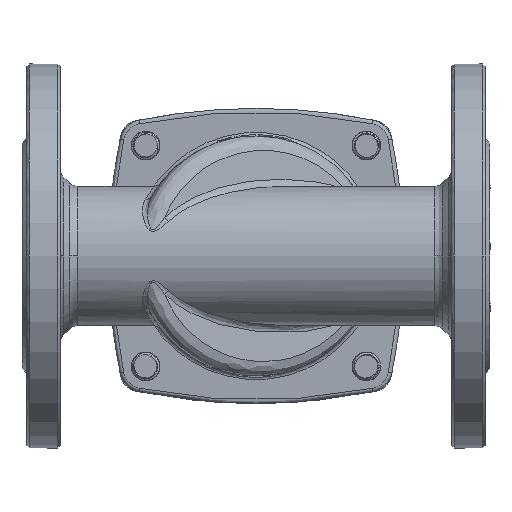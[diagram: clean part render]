
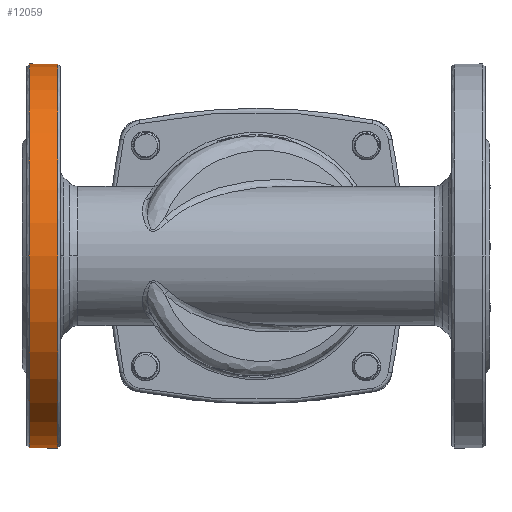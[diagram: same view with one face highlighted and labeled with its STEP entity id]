
A CAD part, front view. The second image highlights one B-rep face of the part: STEP entity #12059.
In plain terms, the highlighted cylindrical face has radius 80 mm (diameter 160 mm), a partial arc.
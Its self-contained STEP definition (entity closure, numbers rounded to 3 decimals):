
#9262 = EDGE_CURVE ( 'NONE', #46273, #78811, #77977, .T. ) ;
#12059 = ADVANCED_FACE ( 'NONE', ( #28471 ), #48332, .T. ) ;
#13532 = LINE ( 'NONE', #22719, #78514 ) ;
#13947 = CIRCLE ( 'NONE', #93357, 80. ) ;
#22719 = CARTESIAN_POINT ( 'NONE',  ( -94.5, 0., -80. ) ) ;
#28471 = FACE_OUTER_BOUND ( 'NONE', #35769, .T. ) ;
#30778 = DIRECTION ( 'NONE',  ( 0., 0., -1. ) ) ;
#31158 = ORIENTED_EDGE ( 'NONE', *, *, #9262, .F. ) ;
#31176 = CARTESIAN_POINT ( 'NONE',  ( -94.5, 0., 0. ) ) ;
#32637 = CARTESIAN_POINT ( 'NONE',  ( -82.5, 0., 0. ) ) ;
#32989 = DIRECTION ( 'NONE',  ( 1., 0., 0. ) ) ;
#35769 = EDGE_LOOP ( 'NONE', ( #31158, #36635, #53967, #100838, #54086 ) ) ;
#36635 = ORIENTED_EDGE ( 'NONE', *, *, #37381, .F. ) ;
#37215 = CARTESIAN_POINT ( 'NONE',  ( -94.5, -80., 0. ) ) ;
#37381 = EDGE_CURVE ( 'NONE', #74229, #46273, #63558, .T. ) ;
#38787 = DIRECTION ( 'NONE',  ( -1., 0., 0. ) ) ;
#40109 = DIRECTION ( 'NONE',  ( -1., 0., 0. ) ) ;
#41159 = DIRECTION ( 'NONE',  ( 0., 0., -1. ) ) ;
#46273 = VERTEX_POINT ( 'NONE', #109423 ) ;
#48332 = CYLINDRICAL_SURFACE ( 'NONE', #90897, 80. ) ;
#53733 = EDGE_CURVE ( 'NONE', #90721, #82717, #13532, .T. ) ;
#53967 = ORIENTED_EDGE ( 'NONE', *, *, #76032, .F. ) ;
#54086 = ORIENTED_EDGE ( 'NONE', *, *, #100908, .T. ) ;
#63558 = CIRCLE ( 'NONE', #64232, 80. ) ;
#64232 = AXIS2_PLACEMENT_3D ( 'NONE', #89627, #38787, #98160 ) ;
#64674 = CARTESIAN_POINT ( 'NONE',  ( -82.5, 0., -80. ) ) ;
#71486 = CIRCLE ( 'NONE', #91726, 80. ) ;
#74229 = VERTEX_POINT ( 'NONE', #37215 ) ;
#76017 = CARTESIAN_POINT ( 'NONE',  ( -82.5, 0., 80. ) ) ;
#76032 = EDGE_CURVE ( 'NONE', #90721, #74229, #71486, .T. ) ;
#77977 = LINE ( 'NONE', #89171, #100598 ) ;
#78514 = VECTOR ( 'NONE', #90547, 1000. ) ;
#78811 = VERTEX_POINT ( 'NONE', #76017 ) ;
#82717 = VERTEX_POINT ( 'NONE', #64674 ) ;
#89171 = CARTESIAN_POINT ( 'NONE',  ( -94.5, 0., 80. ) ) ;
#89545 = DIRECTION ( 'NONE',  ( 1., 0., 0. ) ) ;
#89627 = CARTESIAN_POINT ( 'NONE',  ( -94.5, 0., 0. ) ) ;
#90547 = DIRECTION ( 'NONE',  ( 1., 0., 0. ) ) ;
#90721 = VERTEX_POINT ( 'NONE', #107458 ) ;
#90897 = AXIS2_PLACEMENT_3D ( 'NONE', #31176, #32989, #30778 ) ;
#90944 = CARTESIAN_POINT ( 'NONE',  ( -94.5, 0., 0. ) ) ;
#91726 = AXIS2_PLACEMENT_3D ( 'NONE', #90944, #40109, #99505 ) ;
#91997 = DIRECTION ( 'NONE',  ( -1., 0., 0. ) ) ;
#93357 = AXIS2_PLACEMENT_3D ( 'NONE', #32637, #91997, #41159 ) ;
#98160 = DIRECTION ( 'NONE',  ( 0., -1., 0. ) ) ;
#99505 = DIRECTION ( 'NONE',  ( 0., -1., 0. ) ) ;
#100598 = VECTOR ( 'NONE', #89545, 1000. ) ;
#100838 = ORIENTED_EDGE ( 'NONE', *, *, #53733, .T. ) ;
#100908 = EDGE_CURVE ( 'NONE', #82717, #78811, #13947, .T. ) ;
#107458 = CARTESIAN_POINT ( 'NONE',  ( -94.5, 0., -80. ) ) ;
#109423 = CARTESIAN_POINT ( 'NONE',  ( -94.5, 0., 80. ) ) ;
